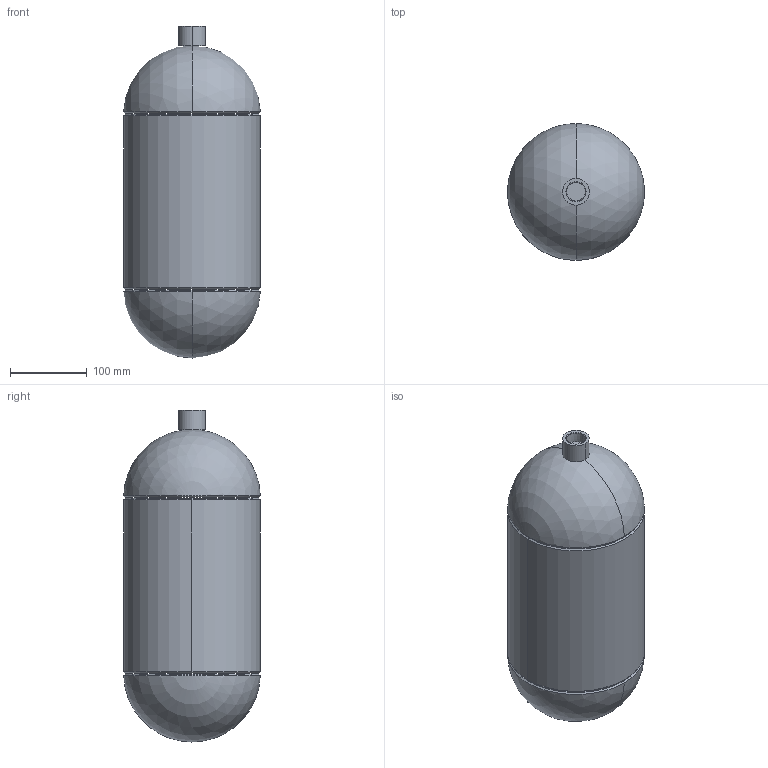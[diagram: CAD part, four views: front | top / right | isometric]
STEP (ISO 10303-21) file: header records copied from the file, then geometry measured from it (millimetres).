
FILE_DESCRIPTION (( 'STEP AP214' ), '1' );
FILE_NAME ('7143S4.step', '2025-03-10T14:40:20', ( '' ), ( '' ), 'SwSTEP 2.0', 'SolidWorks 2024', '' );
FILE_SCHEMA (( 'AUTOMOTIVE_DESIGN' ));
Length unit declared in the file: inch
Products named in the file (1): 7143S4
Bounding box: 177.8 x 177.8 x 431.8 mm (x, y, z)
Volume: 435883.1 mm3; surface area: 451541.9 mm2
Topology: 4 solids, 4 shells, 30 faces, 62 edges, 39 vertices
Faces by surface type: cone 12, sphere 8, cylinder 6, plane 4
Entity records: 878 total; most frequent: DIRECTION 168, CARTESIAN_POINT 132, ORIENTED_EDGE 124, AXIS2_PLACEMENT_3D 75, EDGE_CURVE 62, CIRCLE 44, VERTEX_POINT 39, EDGE_LOOP 31
